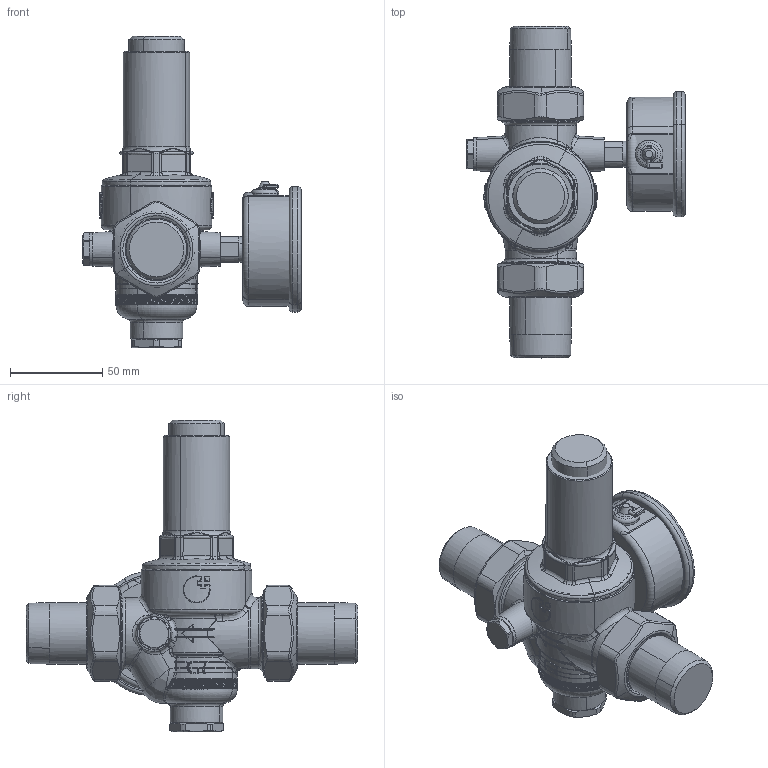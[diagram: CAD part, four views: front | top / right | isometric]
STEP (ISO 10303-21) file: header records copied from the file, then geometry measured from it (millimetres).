
FILE_DESCRIPTION((''),'2;1');
FILE_NAME('_536063AUS_ALLCATPA00_SW0001','2017-03-30T',('sparenzan'),(''),'CREO PARAMETRIC BY PTC INC, 2016050','CREO PARAMETRIC BY PTC INC, 2016050','');
FILE_SCHEMA(('CONFIG_CONTROL_DESIGN'));
Products named in the file (1): _536063AUS_ALLCATPA00_SW0001
Bounding box: 118.48 x 180 x 169.2 mm (x, y, z)
Surface area: 117875.7 mm2 (no closed solid volume)
Topology: 0 solids, 0 shells, 879 faces, 4146 edges, 4031 vertices
Faces by surface type: bspline 732, torus 103, sphere 44
Entity records: 91779 total; most frequent: CARTESIAN_POINT 57553, DIRECTION 5096, TRIMMED_CURVE 4094, DEFINITIONAL_REPRESENTATION 3974, PCURVE 3974, COMPOSITE_CURVE_SEGMENT 3974, VECTOR 3386, LINE 3386
